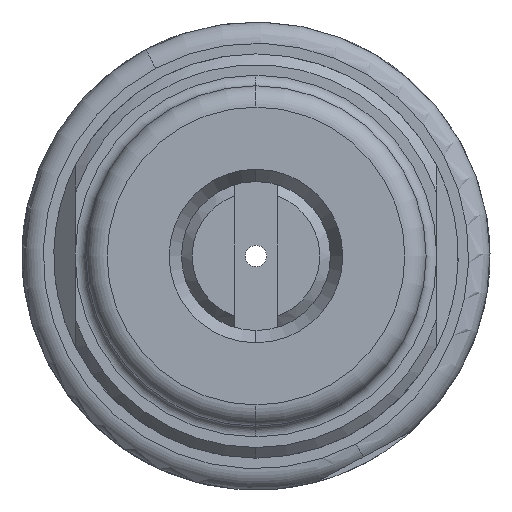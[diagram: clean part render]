
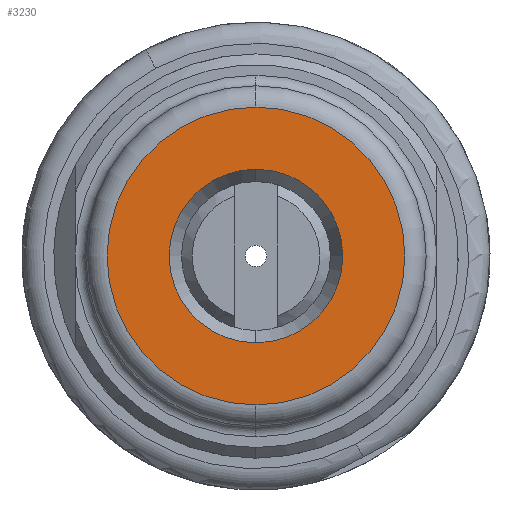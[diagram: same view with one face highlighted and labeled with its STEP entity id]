
A CAD part, left-side view. The second image highlights one B-rep face of the part: STEP entity #3230.
In plain terms, the highlighted planar face has unit normal (-1, 0, 0).
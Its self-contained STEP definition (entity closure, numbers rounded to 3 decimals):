
#24 = VERTEX_POINT ( 'NONE', #584 ) ;
#28 = EDGE_CURVE ( 'NONE', #24, #3450, #575, .T. ) ;
#42 = VERTEX_POINT ( 'NONE', #613 ) ;
#139 = VERTEX_POINT ( 'NONE', #791 ) ;
#141 = EDGE_CURVE ( 'NONE', #139, #42, #790, .T. ) ;
#460 = ORIENTED_EDGE ( 'NONE', *, *, #3235, .F. ) ;
#544 = ORIENTED_EDGE ( 'NONE', *, *, #3250, .T. ) ;
#545 = EDGE_LOOP ( 'NONE', ( #547, #544 ) ) ;
#547 = ORIENTED_EDGE ( 'NONE', *, *, #28, .T. ) ;
#548 = ORIENTED_EDGE ( 'NONE', *, *, #141, .F. ) ;
#571 = DIRECTION ( 'NONE',  ( 0., 0., 1. ) ) ;
#572 = DIRECTION ( 'NONE',  ( -1., 0., 0. ) ) ;
#573 = CARTESIAN_POINT ( 'NONE',  ( 0., 0., 0. ) ) ;
#574 = AXIS2_PLACEMENT_3D ( 'NONE', #573, #572, #571 ) ;
#575 = CIRCLE ( 'NONE', #574, 7. ) ;
#584 = CARTESIAN_POINT ( 'NONE',  ( 0., 0., 7. ) ) ;
#613 = CARTESIAN_POINT ( 'NONE',  ( 0., 0., 4.077 ) ) ;
#786 = DIRECTION ( 'NONE',  ( 0., 0., 1. ) ) ;
#787 = DIRECTION ( 'NONE',  ( -1., 0., 0. ) ) ;
#788 = CARTESIAN_POINT ( 'NONE',  ( 0., 0., 0. ) ) ;
#789 = AXIS2_PLACEMENT_3D ( 'NONE', #788, #787, #786 ) ;
#790 = CIRCLE ( 'NONE', #789, 4.077 ) ;
#791 = CARTESIAN_POINT ( 'NONE',  ( 0., 0., -4.077 ) ) ;
#1996 = DIRECTION ( 'NONE',  ( 0., 0., -1. ) ) ;
#1997 = DIRECTION ( 'NONE',  ( 1., 0., 0. ) ) ;
#1998 = CARTESIAN_POINT ( 'NONE',  ( 0., 4.077, 0. ) ) ;
#1999 = AXIS2_PLACEMENT_3D ( 'NONE', #1998, #1997, #1996 ) ;
#2000 = PLANE ( 'NONE',  #1999 ) ;
#2001 = FACE_OUTER_BOUND ( 'NONE', #545, .T. ) ;
#2005 = FACE_BOUND ( 'NONE', #3236, .T. ) ;
#2028 = DIRECTION ( 'NONE',  ( 0., 0., 1. ) ) ;
#2029 = DIRECTION ( 'NONE',  ( -1., 0., 0. ) ) ;
#2030 = CARTESIAN_POINT ( 'NONE',  ( 0., 0., 0. ) ) ;
#2031 = AXIS2_PLACEMENT_3D ( 'NONE', #2030, #2029, #2028 ) ;
#2032 = CIRCLE ( 'NONE', #2031, 7. ) ;
#2049 = DIRECTION ( 'NONE',  ( 0., 0., 1. ) ) ;
#2050 = DIRECTION ( 'NONE',  ( -1., 0., 0. ) ) ;
#2051 = CARTESIAN_POINT ( 'NONE',  ( 0., 0., 0. ) ) ;
#2052 = AXIS2_PLACEMENT_3D ( 'NONE', #2051, #2050, #2049 ) ;
#2053 = CIRCLE ( 'NONE', #2052, 4.077 ) ;
#2384 = CARTESIAN_POINT ( 'NONE',  ( 0., 0., -7. ) ) ;
#3230 = ADVANCED_FACE ( 'NONE', ( #2005, #2001 ), #2000, .F. ) ;
#3235 = EDGE_CURVE ( 'NONE', #42, #139, #2053, .T. ) ;
#3236 = EDGE_LOOP ( 'NONE', ( #460, #548 ) ) ;
#3250 = EDGE_CURVE ( 'NONE', #3450, #24, #2032, .T. ) ;
#3450 = VERTEX_POINT ( 'NONE', #2384 ) ;
